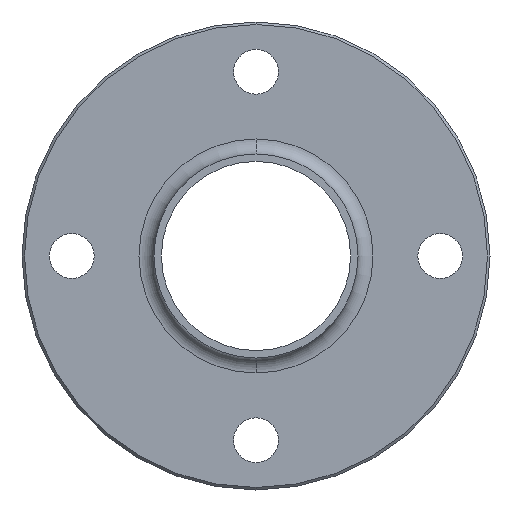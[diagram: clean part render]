
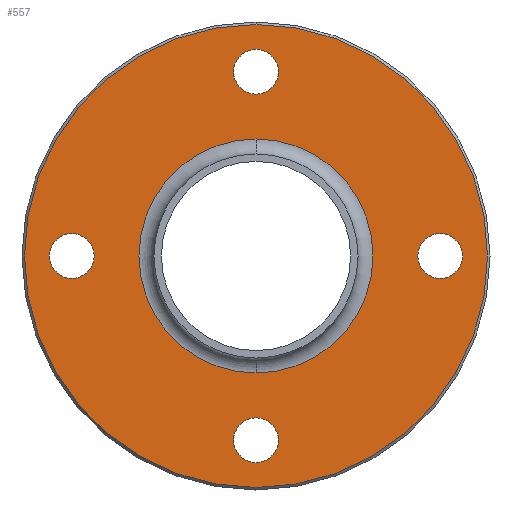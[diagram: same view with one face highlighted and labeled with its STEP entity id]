
A CAD part, left-side view. The second image highlights one B-rep face of the part: STEP entity #557.
In plain terms, the highlighted planar face has unit normal (-1, 0, 0).
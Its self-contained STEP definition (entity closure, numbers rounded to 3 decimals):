
#12 = CIRCLE ( 'NONE', #289, 46.5 ) ;
#17 = EDGE_CURVE ( 'NONE', #761, #102, #224, .T. ) ;
#22 = DIRECTION ( 'NONE',  ( -1., 0., 0. ) ) ;
#23 = CIRCLE ( 'NONE', #584, 4.5 ) ;
#27 = CARTESIAN_POINT ( 'NONE',  ( 6.609, 37., 4.5 ) ) ;
#29 = CARTESIAN_POINT ( 'NONE',  ( 6.609, 0., -37. ) ) ;
#35 = FACE_BOUND ( 'NONE', #581, .T. ) ;
#44 = ORIENTED_EDGE ( 'NONE', *, *, #848, .T. ) ;
#45 = DIRECTION ( 'NONE',  ( 0., 0., -1. ) ) ;
#58 = AXIS2_PLACEMENT_3D ( 'NONE', #92, #111, #639 ) ;
#67 = VERTEX_POINT ( 'NONE', #910 ) ;
#70 = DIRECTION ( 'NONE',  ( 0., 0., -1. ) ) ;
#78 = CIRCLE ( 'NONE', #855, 4.5 ) ;
#92 = CARTESIAN_POINT ( 'NONE',  ( 6.609, -37., 0. ) ) ;
#101 = EDGE_CURVE ( 'NONE', #67, #382, #925, .T. ) ;
#102 = VERTEX_POINT ( 'NONE', #791 ) ;
#111 = DIRECTION ( 'NONE',  ( 1., 0., 0. ) ) ;
#112 = DIRECTION ( 'NONE',  ( 0., 0., 1. ) ) ;
#113 = DIRECTION ( 'NONE',  ( 0., 0., -1. ) ) ;
#114 = CARTESIAN_POINT ( 'NONE',  ( 6.609, 0., -46.5 ) ) ;
#116 = CARTESIAN_POINT ( 'NONE',  ( 6.609, 0., -41.5 ) ) ;
#121 = DIRECTION ( 'NONE',  ( -1., 0., 0. ) ) ;
#123 = ORIENTED_EDGE ( 'NONE', *, *, #881, .T. ) ;
#130 = CIRCLE ( 'NONE', #341, 4.5 ) ;
#145 = CIRCLE ( 'NONE', #877, 4.5 ) ;
#152 = CARTESIAN_POINT ( 'NONE',  ( 6.609, 37., 0. ) ) ;
#173 = AXIS2_PLACEMENT_3D ( 'NONE', #862, #22, #865 ) ;
#188 = CIRCLE ( 'NONE', #854, 4.5 ) ;
#189 = EDGE_LOOP ( 'NONE', ( #609, #217 ) ) ;
#196 = DIRECTION ( 'NONE',  ( 1., 0., 0. ) ) ;
#206 = VERTEX_POINT ( 'NONE', #116 ) ;
#216 = VERTEX_POINT ( 'NONE', #650 ) ;
#217 = ORIENTED_EDGE ( 'NONE', *, *, #665, .T. ) ;
#223 = ORIENTED_EDGE ( 'NONE', *, *, #271, .T. ) ;
#224 = CIRCLE ( 'NONE', #364, 4.5 ) ;
#228 = EDGE_CURVE ( 'NONE', #913, #307, #23, .T. ) ;
#246 = CARTESIAN_POINT ( 'NONE',  ( 6.609, 0., -32.5 ) ) ;
#247 = ORIENTED_EDGE ( 'NONE', *, *, #101, .F. ) ;
#254 = CARTESIAN_POINT ( 'NONE',  ( 6.609, 0., 46.5 ) ) ;
#255 = CIRCLE ( 'NONE', #815, 23.5 ) ;
#257 = EDGE_CURVE ( 'NONE', #928, #406, #12, .T. ) ;
#268 = CARTESIAN_POINT ( 'NONE',  ( 6.609, -37., -4.5 ) ) ;
#269 = DIRECTION ( 'NONE',  ( 0., 0., -1. ) ) ;
#271 = EDGE_CURVE ( 'NONE', #102, #761, #78, .T. ) ;
#277 = PLANE ( 'NONE',  #559 ) ;
#289 = AXIS2_PLACEMENT_3D ( 'NONE', #663, #121, #427 ) ;
#295 = ORIENTED_EDGE ( 'NONE', *, *, #228, .T. ) ;
#307 = VERTEX_POINT ( 'NONE', #268 ) ;
#308 = EDGE_CURVE ( 'NONE', #382, #67, #255, .T. ) ;
#341 = AXIS2_PLACEMENT_3D ( 'NONE', #152, #546, #70 ) ;
#346 = DIRECTION ( 'NONE',  ( -1., 0., 0. ) ) ;
#347 = FACE_BOUND ( 'NONE', #975, .T. ) ;
#349 = ORIENTED_EDGE ( 'NONE', *, *, #889, .T. ) ;
#363 = DIRECTION ( 'NONE',  ( 1., 0., 0. ) ) ;
#364 = AXIS2_PLACEMENT_3D ( 'NONE', #922, #823, #980 ) ;
#382 = VERTEX_POINT ( 'NONE', #701 ) ;
#392 = VERTEX_POINT ( 'NONE', #27 ) ;
#398 = CARTESIAN_POINT ( 'NONE',  ( 6.609, -37., 4.5 ) ) ;
#401 = DIRECTION ( 'NONE',  ( 1., 0., 0. ) ) ;
#406 = VERTEX_POINT ( 'NONE', #114 ) ;
#427 = DIRECTION ( 'NONE',  ( 0., 0., 1. ) ) ;
#437 = CARTESIAN_POINT ( 'NONE',  ( 6.609, 0., 37. ) ) ;
#440 = CARTESIAN_POINT ( 'NONE',  ( 6.609, 0., 0. ) ) ;
#479 = DIRECTION ( 'NONE',  ( 0., 0., -1. ) ) ;
#487 = CARTESIAN_POINT ( 'NONE',  ( 6.609, 37., 0. ) ) ;
#511 = DIRECTION ( 'NONE',  ( 0., 0., -1. ) ) ;
#528 = EDGE_CURVE ( 'NONE', #216, #392, #145, .T. ) ;
#541 = DIRECTION ( 'NONE',  ( 0., 0., 1. ) ) ;
#546 = DIRECTION ( 'NONE',  ( 1., 0., 0. ) ) ;
#557 = ADVANCED_FACE ( 'NONE', ( #717, #35, #347, #636, #944, #880 ), #277, .F. ) ;
#559 = AXIS2_PLACEMENT_3D ( 'NONE', #654, #953, #571 ) ;
#560 = ORIENTED_EDGE ( 'NONE', *, *, #17, .T. ) ;
#569 = AXIS2_PLACEMENT_3D ( 'NONE', #796, #401, #479 ) ;
#571 = DIRECTION ( 'NONE',  ( 0., 0., -1. ) ) ;
#581 = EDGE_LOOP ( 'NONE', ( #645, #295 ) ) ;
#584 = AXIS2_PLACEMENT_3D ( 'NONE', #968, #890, #511 ) ;
#598 = CIRCLE ( 'NONE', #58, 4.5 ) ;
#607 = CARTESIAN_POINT ( 'NONE',  ( 6.609, 0., 0. ) ) ;
#609 = ORIENTED_EDGE ( 'NONE', *, *, #528, .T. ) ;
#636 = FACE_BOUND ( 'NONE', #189, .T. ) ;
#639 = DIRECTION ( 'NONE',  ( 0., 0., -1. ) ) ;
#645 = ORIENTED_EDGE ( 'NONE', *, *, #850, .T. ) ;
#650 = CARTESIAN_POINT ( 'NONE',  ( 6.609, 37., -4.5 ) ) ;
#654 = CARTESIAN_POINT ( 'NONE',  ( 6.609, 23.5, 0. ) ) ;
#663 = CARTESIAN_POINT ( 'NONE',  ( 6.609, 0., 0. ) ) ;
#665 = EDGE_CURVE ( 'NONE', #392, #216, #130, .T. ) ;
#685 = CARTESIAN_POINT ( 'NONE',  ( 6.609, 0., 32.5 ) ) ;
#686 = VERTEX_POINT ( 'NONE', #246 ) ;
#689 = DIRECTION ( 'NONE',  ( -1., 0., 0. ) ) ;
#701 = CARTESIAN_POINT ( 'NONE',  ( 6.609, 0., 23.5 ) ) ;
#707 = EDGE_LOOP ( 'NONE', ( #349, #965 ) ) ;
#717 = FACE_BOUND ( 'NONE', #810, .T. ) ;
#728 = CIRCLE ( 'NONE', #173, 46.5 ) ;
#747 = EDGE_LOOP ( 'NONE', ( #888, #247 ) ) ;
#761 = VERTEX_POINT ( 'NONE', #685 ) ;
#782 = DIRECTION ( 'NONE',  ( 1., 0., 0. ) ) ;
#791 = CARTESIAN_POINT ( 'NONE',  ( 6.609, 0., 41.5 ) ) ;
#793 = CIRCLE ( 'NONE', #569, 4.5 ) ;
#796 = CARTESIAN_POINT ( 'NONE',  ( 6.609, 0., -37. ) ) ;
#810 = EDGE_LOOP ( 'NONE', ( #560, #223 ) ) ;
#815 = AXIS2_PLACEMENT_3D ( 'NONE', #607, #689, #541 ) ;
#823 = DIRECTION ( 'NONE',  ( 1., 0., 0. ) ) ;
#848 = EDGE_CURVE ( 'NONE', #206, #686, #793, .T. ) ;
#850 = EDGE_CURVE ( 'NONE', #307, #913, #598, .T. ) ;
#854 = AXIS2_PLACEMENT_3D ( 'NONE', #29, #782, #269 ) ;
#855 = AXIS2_PLACEMENT_3D ( 'NONE', #437, #363, #45 ) ;
#862 = CARTESIAN_POINT ( 'NONE',  ( 6.609, 0., 0. ) ) ;
#865 = DIRECTION ( 'NONE',  ( 0., 0., 1. ) ) ;
#877 = AXIS2_PLACEMENT_3D ( 'NONE', #487, #196, #113 ) ;
#880 = FACE_OUTER_BOUND ( 'NONE', #707, .T. ) ;
#881 = EDGE_CURVE ( 'NONE', #686, #206, #188, .T. ) ;
#886 = AXIS2_PLACEMENT_3D ( 'NONE', #440, #346, #112 ) ;
#888 = ORIENTED_EDGE ( 'NONE', *, *, #308, .F. ) ;
#889 = EDGE_CURVE ( 'NONE', #406, #928, #728, .T. ) ;
#890 = DIRECTION ( 'NONE',  ( 1., 0., 0. ) ) ;
#910 = CARTESIAN_POINT ( 'NONE',  ( 6.609, 0., -23.5 ) ) ;
#913 = VERTEX_POINT ( 'NONE', #398 ) ;
#922 = CARTESIAN_POINT ( 'NONE',  ( 6.609, 0., 37. ) ) ;
#925 = CIRCLE ( 'NONE', #886, 23.5 ) ;
#928 = VERTEX_POINT ( 'NONE', #254 ) ;
#944 = FACE_BOUND ( 'NONE', #747, .T. ) ;
#953 = DIRECTION ( 'NONE',  ( 1., 0., 0. ) ) ;
#965 = ORIENTED_EDGE ( 'NONE', *, *, #257, .T. ) ;
#968 = CARTESIAN_POINT ( 'NONE',  ( 6.609, -37., 0. ) ) ;
#975 = EDGE_LOOP ( 'NONE', ( #44, #123 ) ) ;
#980 = DIRECTION ( 'NONE',  ( 0., 0., -1. ) ) ;
